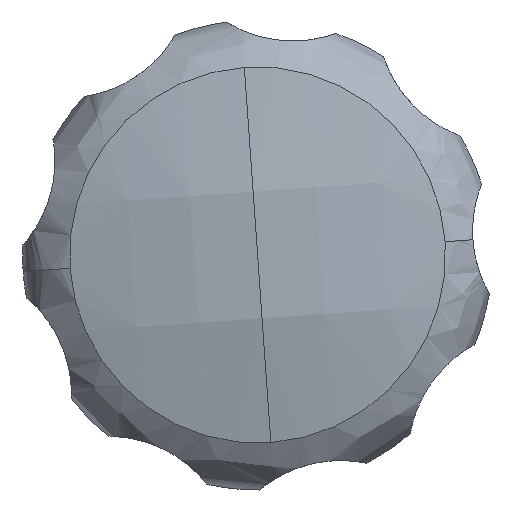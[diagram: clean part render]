
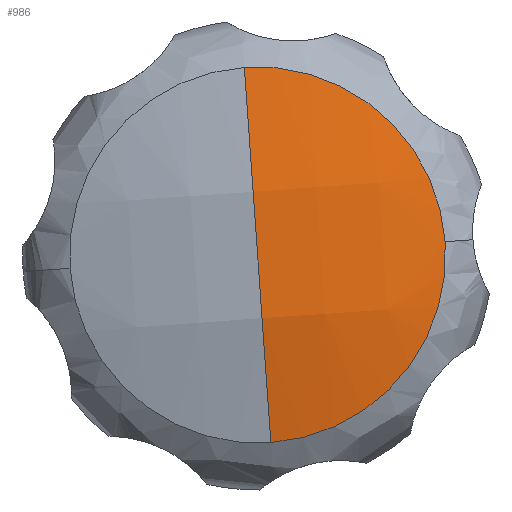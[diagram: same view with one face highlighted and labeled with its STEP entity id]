
A CAD part, left-side view. The second image highlights one B-rep face of the part: STEP entity #986.
In plain terms, the highlighted free-form (B-spline) face has degree [3, 3] with [4, 4] control points.
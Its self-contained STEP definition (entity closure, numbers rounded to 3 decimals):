
#7 = CARTESIAN_POINT ( 'NONE',  ( -902.5, 1.695, 23.94 ) ) ;
#155 = ORIENTED_EDGE ( 'NONE', *, *, #11885, .F. ) ;
#191 = ORIENTED_EDGE ( 'NONE', *, *, #1276, .T. ) ;
#308 = DIRECTION ( 'NONE',  ( 0., -0.998, 0.071 ) ) ;
#324 =( BOUNDED_SURFACE ( )  B_SPLINE_SURFACE ( 3, 3, ( 
 ( #14646, #8834, #6679, #10098 ),
 ( #6756, #12261, #13461, #4441 ),
 ( #856, #1894, #10175, #3162 ),
 ( #791, #14726, #10019, #3242 ) ),
 .UNSPECIFIED., .F., .F., .F. ) 
 B_SPLINE_SURFACE_WITH_KNOTS ( ( 4, 4 ),
 ( 4, 4 ),
 ( 0., 1. ),
 ( 0., 1. ),
 .UNSPECIFIED. ) 
 GEOMETRIC_REPRESENTATION_ITEM ( )  RATIONAL_B_SPLINE_SURFACE ( (
 ( 1., 0.995, 0.995, 1.),
 ( 0.979, 0.974, 0.974, 0.979),
 ( 0.979, 0.974, 0.974, 0.979),
 ( 1., 0.995, 0.995, 1.) ) ) 
 REPRESENTATION_ITEM ( '' )  SURFACE ( )  );
#791 = CARTESIAN_POINT ( 'NONE',  ( -902.428, -1.714, -24.221 ) ) ;
#856 = CARTESIAN_POINT ( 'NONE',  ( -906.546, -0.584, -8.247 ) ) ;
#986 = ADVANCED_FACE ( 'NONE', ( #5487 ), #324, .T. ) ;
#1276 = EDGE_CURVE ( 'NONE', #13406, #5792, #5027, .T. ) ;
#1341 = AXIS2_PLACEMENT_3D ( 'NONE', #3906, #6063, #4881 ) ;
#1894 = CARTESIAN_POINT ( 'NONE',  ( -906.546, -8.803, -7.665 ) ) ;
#2303 = EDGE_CURVE ( 'NONE', #7581, #5792, #13083, .T. ) ;
#3162 = CARTESIAN_POINT ( 'NONE',  ( -903.477, -24.923, -6.524 ) ) ;
#3242 = CARTESIAN_POINT ( 'NONE',  ( -899.488, -25.036, -22.571 ) ) ;
#3806 = CARTESIAN_POINT ( 'NONE',  ( -808., 0., 0. ) ) ;
#3906 = CARTESIAN_POINT ( 'NONE',  ( -902.5, 0., 0. ) ) ;
#4441 = CARTESIAN_POINT ( 'NONE',  ( -903.477, -23.755, 9.97 ) ) ;
#4881 = DIRECTION ( 'NONE',  ( 0., 0.998, -0.071 ) ) ;
#5027 = CIRCLE ( 'NONE', #9540, 97.5 ) ;
#5153 = DIRECTION ( 'NONE',  ( 0., 0.998, -0.071 ) ) ;
#5487 = FACE_OUTER_BOUND ( 'NONE', #12554, .T. ) ;
#5500 = ORIENTED_EDGE ( 'NONE', *, *, #2303, .F. ) ;
#5792 = VERTEX_POINT ( 'NONE', #9086 ) ;
#6063 = DIRECTION ( 'NONE',  ( 1., 0., 0. ) ) ;
#6094 = CIRCLE ( 'NONE', #1341, 24. ) ;
#6679 = CARTESIAN_POINT ( 'NONE',  ( -901.443, -13.977, 25.332 ) ) ;
#6756 = CARTESIAN_POINT ( 'NONE',  ( -906.546, 0.584, 8.247 ) ) ;
#7517 = CARTESIAN_POINT ( 'NONE',  ( -902.5, -23.94, 1.695 ) ) ;
#7581 = VERTEX_POINT ( 'NONE', #7517 ) ;
#8129 = DIRECTION ( 'NONE',  ( 0., 0.071, 0.998 ) ) ;
#8648 = CARTESIAN_POINT ( 'NONE',  ( -902.5, 0., 0. ) ) ;
#8713 = DIRECTION ( 'NONE',  ( 1., 0., 0. ) ) ;
#8834 = CARTESIAN_POINT ( 'NONE',  ( -902.428, -6.162, 24.779 ) ) ;
#9086 = CARTESIAN_POINT ( 'NONE',  ( -902.5, -1.695, -23.94 ) ) ;
#9540 = AXIS2_PLACEMENT_3D ( 'NONE', #3806, #308, #8129 ) ;
#10019 = CARTESIAN_POINT ( 'NONE',  ( -901.443, -17.405, -23.111 ) ) ;
#10098 = CARTESIAN_POINT ( 'NONE',  ( -899.488, -21.608, 25.872 ) ) ;
#10175 = CARTESIAN_POINT ( 'NONE',  ( -905.518, -16.959, -7.088 ) ) ;
#11885 = EDGE_CURVE ( 'NONE', #13406, #7581, #6094, .T. ) ;
#12261 = CARTESIAN_POINT ( 'NONE',  ( -906.546, -7.636, 8.829 ) ) ;
#12554 = EDGE_LOOP ( 'NONE', ( #155, #191, #5500 ) ) ;
#13083 = CIRCLE ( 'NONE', #13583, 24. ) ;
#13406 = VERTEX_POINT ( 'NONE', #7 ) ;
#13461 = CARTESIAN_POINT ( 'NONE',  ( -905.518, -15.792, 9.406 ) ) ;
#13583 = AXIS2_PLACEMENT_3D ( 'NONE', #8648, #8713, #5153 ) ;
#14646 = CARTESIAN_POINT ( 'NONE',  ( -902.428, 1.714, 24.221 ) ) ;
#14726 = CARTESIAN_POINT ( 'NONE',  ( -902.428, -9.591, -23.664 ) ) ;
